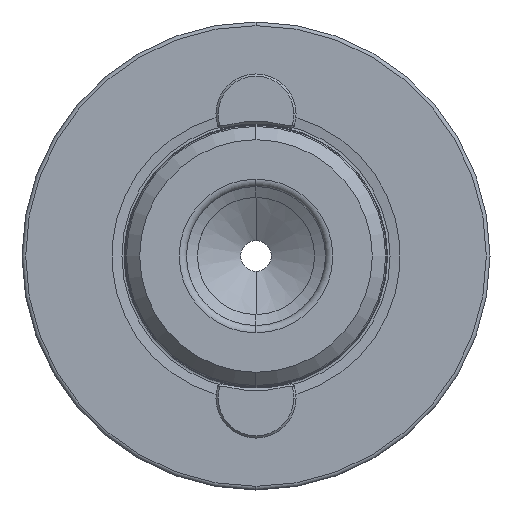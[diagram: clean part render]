
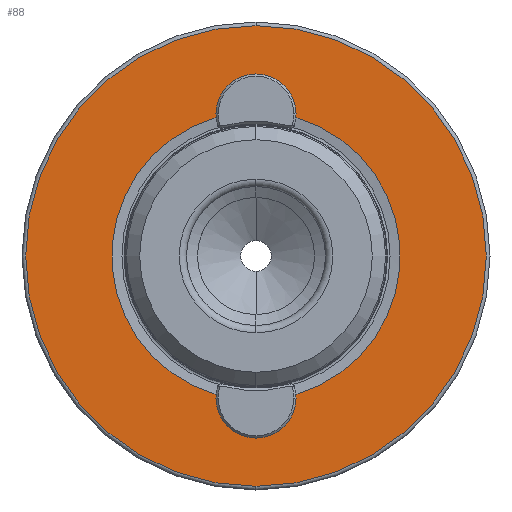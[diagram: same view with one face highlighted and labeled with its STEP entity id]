
A CAD part, left-side view. The second image highlights one B-rep face of the part: STEP entity #88.
In plain terms, the highlighted planar face has unit normal (-1, 0, 0).
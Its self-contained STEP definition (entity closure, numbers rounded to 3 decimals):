
#88 = ADVANCED_FACE ( 'NONE', ( #4639, #4687 ), #2876, .F. ) ;
#336 = VERTEX_POINT ( 'NONE', #2827 ) ;
#366 = VERTEX_POINT ( 'NONE', #1575 ) ;
#525 = CIRCLE ( 'NONE', #1604, 19.715 ) ;
#550 = VERTEX_POINT ( 'NONE', #4955 ) ;
#774 = CARTESIAN_POINT ( 'NONE',  ( 0., 2.305, 19.58 ) ) ;
#816 = EDGE_CURVE ( 'NONE', #1699, #336, #3568, .T. ) ;
#841 = CARTESIAN_POINT ( 'NONE',  ( 0., 0., -31.5 ) ) ;
#1036 = EDGE_CURVE ( 'NONE', #3784, #1699, #3203, .T. ) ;
#1069 = EDGE_CURVE ( 'NONE', #336, #3255, #3130, .T. ) ;
#1165 = EDGE_CURVE ( 'NONE', #2187, #4472, #3006, .T. ) ;
#1387 = CIRCLE ( 'NONE', #2217, 31.5 ) ;
#1429 = DIRECTION ( 'NONE',  ( -1., 0., 0. ) ) ;
#1436 = DIRECTION ( 'NONE',  ( 0., 0., 1. ) ) ;
#1453 = CARTESIAN_POINT ( 'NONE',  ( 0., 0., 0. ) ) ;
#1457 = CARTESIAN_POINT ( 'NONE',  ( 0., 0., 24.5 ) ) ;
#1575 = CARTESIAN_POINT ( 'NONE',  ( 0., -2.305, -19.58 ) ) ;
#1604 = AXIS2_PLACEMENT_3D ( 'NONE', #4340, #4324, #4313 ) ;
#1694 = ORIENTED_EDGE ( 'NONE', *, *, #3517, .F. ) ;
#1699 = VERTEX_POINT ( 'NONE', #774 ) ;
#1778 = DIRECTION ( 'NONE',  ( 0., 0., 1. ) ) ;
#1783 = DIRECTION ( 'NONE',  ( -1., 0., 0. ) ) ;
#1792 = CARTESIAN_POINT ( 'NONE',  ( 0., 0., -21.5 ) ) ;
#1822 = EDGE_LOOP ( 'NONE', ( #3315, #4439, #1694, #2785, #3848, #3754 ) ) ;
#2163 = EDGE_CURVE ( 'NONE', #4472, #2187, #1387, .T. ) ;
#2187 = VERTEX_POINT ( 'NONE', #841 ) ;
#2205 = CARTESIAN_POINT ( 'NONE',  ( 0., 0., -19.715 ) ) ;
#2217 = AXIS2_PLACEMENT_3D ( 'NONE', #1453, #1429, #1436 ) ;
#2391 = AXIS2_PLACEMENT_3D ( 'NONE', #1792, #1783, #1778 ) ;
#2438 = EDGE_CURVE ( 'NONE', #366, #550, #525, .T. ) ;
#2682 = CIRCLE ( 'NONE', #2391, 3. ) ;
#2762 = DIRECTION ( 'NONE',  ( 0., 0., 1. ) ) ;
#2785 = ORIENTED_EDGE ( 'NONE', *, *, #2438, .F. ) ;
#2786 = DIRECTION ( 'NONE',  ( -1., 0., 0. ) ) ;
#2788 = CIRCLE ( 'NONE', #4960, 3. ) ;
#2801 = CARTESIAN_POINT ( 'NONE',  ( 0., 0., 0. ) ) ;
#2827 = CARTESIAN_POINT ( 'NONE',  ( 0., 2.305, -19.58 ) ) ;
#2876 = PLANE ( 'NONE',  #4173 ) ;
#2889 = DIRECTION ( 'NONE',  ( 1., 0., 0. ) ) ;
#2926 = DIRECTION ( 'NONE',  ( 0., 0., -1. ) ) ;
#3006 = CIRCLE ( 'NONE', #3154, 31.5 ) ;
#3109 = EDGE_LOOP ( 'NONE', ( #3814, #3621 ) ) ;
#3123 = DIRECTION ( 'NONE',  ( 0., 0., 1. ) ) ;
#3130 = CIRCLE ( 'NONE', #3248, 3. ) ;
#3137 = DIRECTION ( 'NONE',  ( -1., 0., 0. ) ) ;
#3147 = CARTESIAN_POINT ( 'NONE',  ( 0., 0., -21.5 ) ) ;
#3154 = AXIS2_PLACEMENT_3D ( 'NONE', #2801, #2786, #2762 ) ;
#3203 = CIRCLE ( 'NONE', #3292, 3. ) ;
#3248 = AXIS2_PLACEMENT_3D ( 'NONE', #3147, #3137, #3123 ) ;
#3255 = VERTEX_POINT ( 'NONE', #4590 ) ;
#3264 = DIRECTION ( 'NONE',  ( 0., 0., 1. ) ) ;
#3269 = DIRECTION ( 'NONE',  ( -1., 0., 0. ) ) ;
#3280 = CARTESIAN_POINT ( 'NONE',  ( 0., 0., 21.5 ) ) ;
#3292 = AXIS2_PLACEMENT_3D ( 'NONE', #3280, #3269, #3264 ) ;
#3315 = ORIENTED_EDGE ( 'NONE', *, *, #816, .F. ) ;
#3316 = DIRECTION ( 'NONE',  ( 0., 0., 1. ) ) ;
#3323 = DIRECTION ( 'NONE',  ( -1., 0., 0. ) ) ;
#3330 = CARTESIAN_POINT ( 'NONE',  ( 0., 0., 21.5 ) ) ;
#3456 = AXIS2_PLACEMENT_3D ( 'NONE', #3991, #3985, #3981 ) ;
#3517 = EDGE_CURVE ( 'NONE', #550, #3784, #2788, .T. ) ;
#3568 = CIRCLE ( 'NONE', #3456, 19.715 ) ;
#3621 = ORIENTED_EDGE ( 'NONE', *, *, #1165, .T. ) ;
#3754 = ORIENTED_EDGE ( 'NONE', *, *, #1069, .F. ) ;
#3784 = VERTEX_POINT ( 'NONE', #1457 ) ;
#3814 = ORIENTED_EDGE ( 'NONE', *, *, #2163, .T. ) ;
#3848 = ORIENTED_EDGE ( 'NONE', *, *, #4851, .F. ) ;
#3904 = CARTESIAN_POINT ( 'NONE',  ( 0., 0., 31.5 ) ) ;
#3981 = DIRECTION ( 'NONE',  ( 0., 0., 1. ) ) ;
#3985 = DIRECTION ( 'NONE',  ( -1., 0., 0. ) ) ;
#3991 = CARTESIAN_POINT ( 'NONE',  ( 0., 0., 0. ) ) ;
#4173 = AXIS2_PLACEMENT_3D ( 'NONE', #2205, #2889, #2926 ) ;
#4313 = DIRECTION ( 'NONE',  ( 0., 0., 1. ) ) ;
#4324 = DIRECTION ( 'NONE',  ( -1., 0., 0. ) ) ;
#4340 = CARTESIAN_POINT ( 'NONE',  ( 0., 0., 0. ) ) ;
#4439 = ORIENTED_EDGE ( 'NONE', *, *, #1036, .F. ) ;
#4472 = VERTEX_POINT ( 'NONE', #3904 ) ;
#4590 = CARTESIAN_POINT ( 'NONE',  ( 0., 0., -24.5 ) ) ;
#4639 = FACE_BOUND ( 'NONE', #1822, .T. ) ;
#4687 = FACE_OUTER_BOUND ( 'NONE', #3109, .T. ) ;
#4851 = EDGE_CURVE ( 'NONE', #3255, #366, #2682, .T. ) ;
#4955 = CARTESIAN_POINT ( 'NONE',  ( 0., -2.305, 19.58 ) ) ;
#4960 = AXIS2_PLACEMENT_3D ( 'NONE', #3330, #3323, #3316 ) ;
